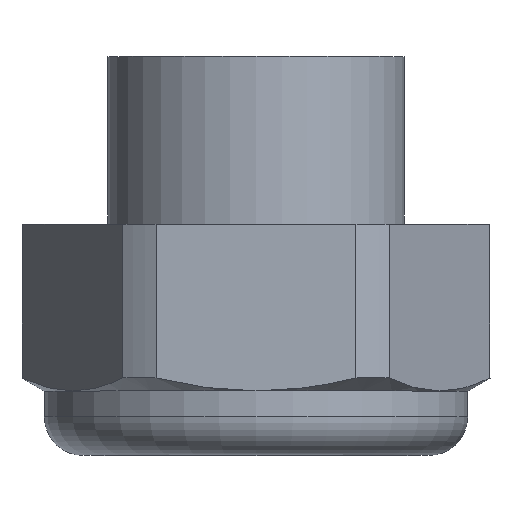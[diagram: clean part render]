
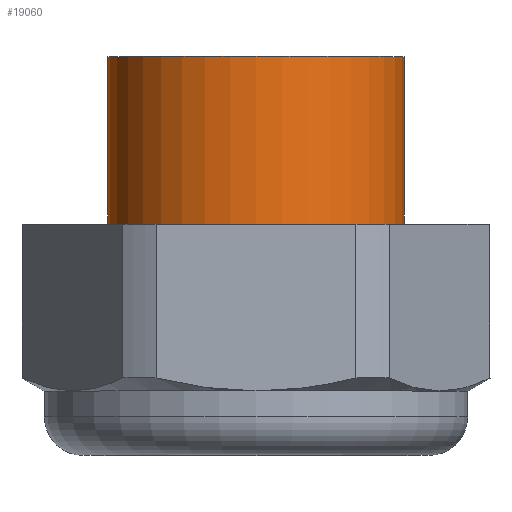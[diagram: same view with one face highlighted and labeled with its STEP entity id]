
A CAD part, top view. The second image highlights one B-rep face of the part: STEP entity #19060.
In plain terms, the highlighted cylindrical face has radius 11.55 mm (diameter 23.1 mm), a partial arc.
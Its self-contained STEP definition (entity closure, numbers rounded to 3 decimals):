
#16820=CARTESIAN_POINT('',(0.,0.,31.1));
#16830=DIRECTION('',(0.,0.,1.));
#16840=DIRECTION('',(-1.,0.,0.));
#16850=AXIS2_PLACEMENT_3D('',#16820,#16830,#16840);
#16860=CIRCLE('',#16850,11.55);
#16870=CARTESIAN_POINT('',(-11.55,0.,31.1));
#16880=VERTEX_POINT('',#16870);
#16890=CARTESIAN_POINT('',(11.55,0.,31.1));
#16900=VERTEX_POINT('',#16890);
#16910=EDGE_CURVE('',#16880,#16900,#16860,.T.);
#17310=CARTESIAN_POINT('',(11.55,0.,22.1));
#17320=DIRECTION('',(0.,0.,1.));
#17330=VECTOR('',#17320,1.);
#17340=LINE('',#17310,#17330);
#17350=CARTESIAN_POINT('',(11.55,0.,12.1));
#17360=VERTEX_POINT('',#17350);
#17370=EDGE_CURVE('',#17360,#16900,#17340,.T.);
#17410=CARTESIAN_POINT('',(-11.55,0.,22.1));
#17420=DIRECTION('',(0.,0.,1.));
#17430=VECTOR('',#17420,1.);
#17440=LINE('',#17410,#17430);
#17450=CARTESIAN_POINT('',(-11.55,0.,12.1));
#17460=VERTEX_POINT('',#17450);
#17470=EDGE_CURVE('',#17460,#16880,#17440,.T.);
#17490=CARTESIAN_POINT('',(0.,0.,12.1));
#17500=DIRECTION('',(0.,0.,1.));
#17510=DIRECTION('',(-1.,0.,0.));
#17520=AXIS2_PLACEMENT_3D('',#17490,#17500,#17510);
#17530=CIRCLE('',#17520,11.55);
#17760=EDGE_CURVE('',#17460,#17360,#17530,.T.);
#18950=CARTESIAN_POINT('',(0.,0.,22.1));
#18960=DIRECTION('',(0.,0.,1.));
#18970=DIRECTION('',(-1.,0.,0.));
#18980=AXIS2_PLACEMENT_3D('',#18950,#18960,#18970);
#18990=CYLINDRICAL_SURFACE('',#18980,11.55);
#19000=ORIENTED_EDGE('',*,*,#16910,.F.);
#19010=ORIENTED_EDGE('',*,*,#17370,.T.);
#19020=ORIENTED_EDGE('',*,*,#17760,.T.);
#19030=ORIENTED_EDGE('',*,*,#17470,.F.);
#19040=EDGE_LOOP('',(#19030,#19020,#19010,#19000));
#19050=FACE_OUTER_BOUND('',#19040,.T.);
#19060=ADVANCED_FACE('',(#19050),#18990,.T.);
